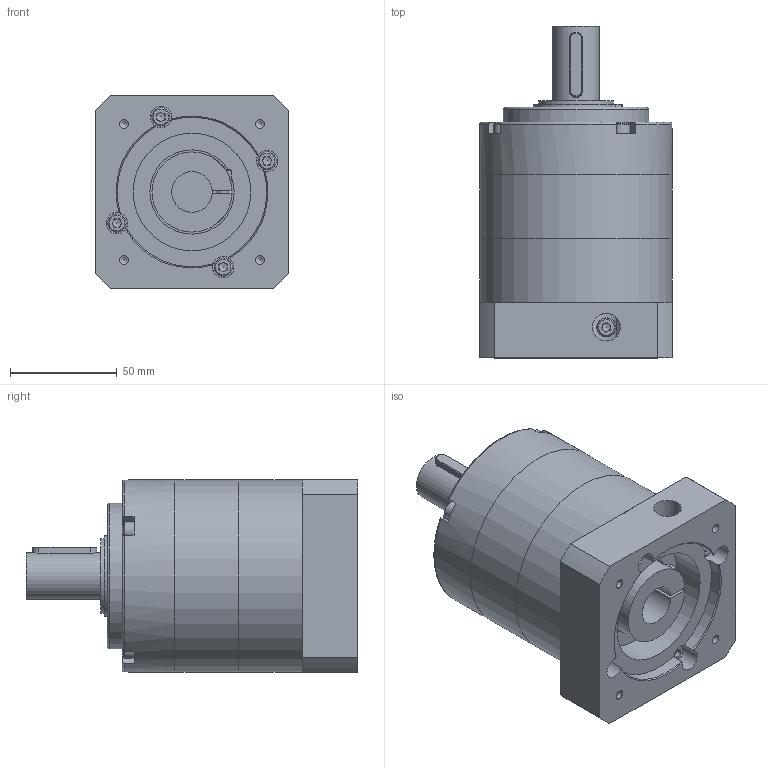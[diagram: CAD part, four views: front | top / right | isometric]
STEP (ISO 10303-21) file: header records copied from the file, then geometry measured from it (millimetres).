
FILE_DESCRIPTION(/* description */ ('STEP AP203'),/* implementation_level */ '2;1');
FILE_NAME(/* name */ 'PBC90.stp',/* time_stamp */ '2018-07-21T12:11:29+05:00',/* author */ ('ASUS'),/* organization */ (''),/* preprocessor_version */ 'ST-DEVELOPER v16.13',/* originating_system */ 'Autodesk Inventor 2018',/* authorisation */ '');
FILE_SCHEMA (('AUTOMOTIVE_DESIGN { 1 0 10303 214 3 1 1 }'));
Length unit declared in the file: millimetre
Products named in the file (11): 2A3XS.070090.021_TOP; ¨IÀY¤º¤»¨¤M5xP0.8x15L_
CB5-5; STWN35_STWN35; Âù¶êÁä6x30; PBE90-BP(¼Ò«¬)_1._19; ¨IÀY¤º¤»¨¤M5xP0.8x30L_
CB5-5; PBE90-B(¼Ò«¬)_4.¦¨«~; PBC90-FP(¼Ò«¬)_4.¦¨«~; M4¤º¤»¨¤Á³µ·[¼Ò²Õ
¤Æ]12~70mm_M4xP0.7x30L; PBE90-CMB(234BN33202)_¦¨«~; ¨IÀY¤º¤»¨¤M5xP0.8x20L_
CB5-5
Assembly tree (19 placements, depth 2):
  2A3XS.070090.021_TOP
    ¨IÀY¤º¤»¨¤M5xP0.8x15L_
CB5-5
    STWN35_STWN35
    ¨IÀY¤º¤»¨¤M5xP0.8x30L_
CB5-5  x4
    M4¤º¤»¨¤Á³µ·[¼Ò²Õ
¤Æ]12~70mm_M4xP0.7x30L  x4
    ¨IÀY¤º¤»¨¤M5xP0.8x20L_
CB5-5  x4
    Âù¶êÁä6x30
    PBE90-BP(¼Ò«¬)_1._19
    PBE90-B(¼Ò«¬)_4.¦¨«~
    PBC90-FP(¼Ò«¬)_4.¦¨«~
    PBE90-CMB(234BN33202)_¦¨«~
Bounding box: 90 x 155.2 x 90 mm (x, y, z)
Volume: 703767.6 mm3; surface area: 123572.9 mm2
Topology: 19 solids, 19 shells, 536 faces, 1270 edges, 809 vertices
Faces by surface type: plane 272, cylinder 184, cone 63, torus 9, bspline 8
Full cylindrical faces by diameter (mm): 2.5 x2, 3.3 x4, 4 x4, 4.2 x13, 4.4 x4, 5 x77, 5.5 x9, 6.8 x1, 7 x4, 7.5 x4, 8.5 x10, 10 x4, 13 x1, 19 x1, 19.5 x1, 22 x1, 33 x1, 35 x1, 39.4 x1, 55 x1, 61.8 x1, 62 x1, 64 x2, 68 x1, 69 x2, 72 x2, 90 x3
Entity records: 18597 total; most frequent: CARTESIAN_POINT 12064, DIRECTION 1391, ORIENTED_EDGE 1036, AXIS2_PLACEMENT_3D 589, EDGE_CURVE 518, EDGE_LOOP 457, VERTEX_POINT 387, FACE_OUTER_BOUND 282
